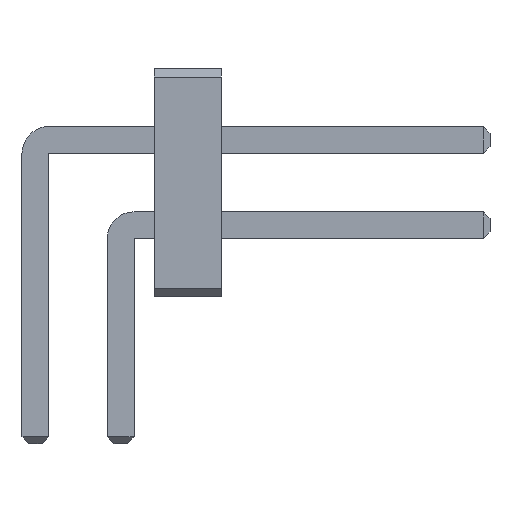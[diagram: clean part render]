
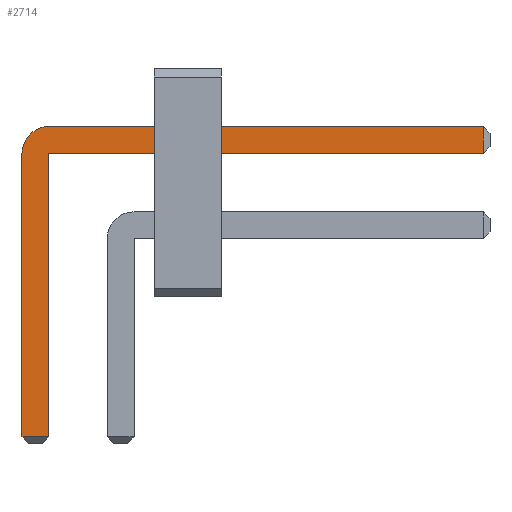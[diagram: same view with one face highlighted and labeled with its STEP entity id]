
A CAD part, front view. The second image highlights one B-rep face of the part: STEP entity #2714.
In plain terms, the highlighted planar face has unit normal (0, -1, 0).
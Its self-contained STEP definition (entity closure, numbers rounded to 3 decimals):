
#13=DIRECTION('',(0.,0.,1.));
#1183=VECTOR('',#13,1.);
#2516=VECTOR('',#2517,1.);
#2517=DIRECTION('',(1.,0.,0.));
#2523=VECTOR('',#2524,1.);
#2524=DIRECTION('',(0.,0.,-1.));
#2531=VECTOR('',#2532,1.);
#2532=DIRECTION('',(-1.,0.,0.));
#2553=DIRECTION('',(-0.,1.,0.));
#2557=DIRECTION('',(0.,1.,0.));
#2558=DIRECTION('',(0.,0.,1.));
#2565=VERTEX_POINT('',#2566);
#2566=CARTESIAN_POINT('',(0.2,-24.33,2.535));
#2568=ORIENTED_EDGE('',*,*,#2569,.T.);
#2569=EDGE_CURVE('',#2565,#2570,#2572,.T.);
#2570=VERTEX_POINT('',#2571);
#2571=CARTESIAN_POINT('',(6.67,-24.33,2.535));
#2572=LINE('',#2573,#2516);
#2573=CARTESIAN_POINT('',(-0.2,-24.33,2.535));
#2610=EDGE_CURVE('',#2611,#2565,#2613,.T.);
#2611=VERTEX_POINT('',#2612);
#2612=CARTESIAN_POINT('',(-0.2,-24.33,2.135));
#2613=CIRCLE('',#2614,0.4);
#2614=AXIS2_PLACEMENT_3D('',#2615,#2553,#2524);
#2615=CARTESIAN_POINT('',(0.2,-24.33,2.135));
#2627=VERTEX_POINT('',#2628);
#2628=CARTESIAN_POINT('',(6.67,-24.33,2.135));
#2630=ORIENTED_EDGE('',*,*,#2631,.T.);
#2631=EDGE_CURVE('',#2627,#2632,#2633,.T.);
#2632=VERTEX_POINT('',#2615);
#2633=LINE('',#2634,#2531);
#2634=CARTESIAN_POINT('',(6.77,-24.33,2.135));
#2646=VERTEX_POINT('',#2647);
#2647=CARTESIAN_POINT('',(-0.2,-24.33,-2.085));
#2649=ORIENTED_EDGE('',*,*,#2650,.T.);
#2650=EDGE_CURVE('',#2646,#2611,#2651,.T.);
#2651=LINE('',#2652,#1183);
#2652=CARTESIAN_POINT('',(-0.2,-24.33,-2.185));
#2660=ORIENTED_EDGE('',*,*,#2661,.T.);
#2661=EDGE_CURVE('',#2632,#2662,#2664,.T.);
#2662=VERTEX_POINT('',#2663);
#2663=CARTESIAN_POINT('',(0.2,-24.33,-2.085));
#2664=LINE('',#2615,#2523);
#2714=ADVANCED_FACE('',(#2715),#2724,.F.);
#2715=FACE_BOUND('',#2716,.F.);
#2716=EDGE_LOOP('',(#2568,#2717,#2630,#2660,#2720,#2649,#2723));
#2717=ORIENTED_EDGE('',*,*,#2718,.T.);
#2718=EDGE_CURVE('',#2570,#2627,#2719,.T.);
#2719=LINE('',#2571,#2523);
#2720=ORIENTED_EDGE('',*,*,#2721,.T.);
#2721=EDGE_CURVE('',#2662,#2646,#2722,.T.);
#2722=LINE('',#2663,#2531);
#2723=ORIENTED_EDGE('',*,*,#2610,.T.);
#2724=PLANE('',#2725);
#2725=AXIS2_PLACEMENT_3D('',#2726,#2557,#2558);
#2726=CARTESIAN_POINT('',(2.071,-24.33,1.389));
